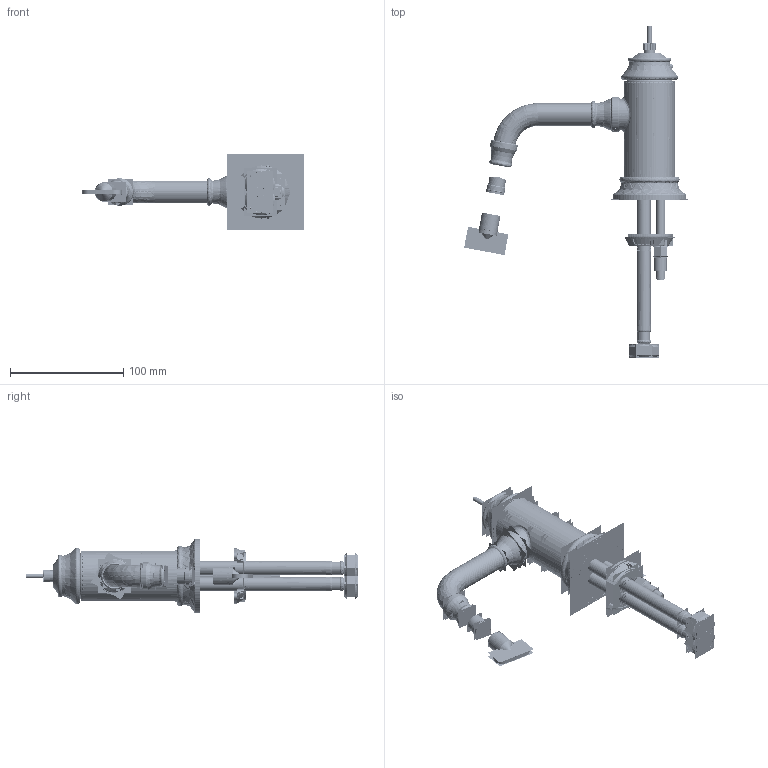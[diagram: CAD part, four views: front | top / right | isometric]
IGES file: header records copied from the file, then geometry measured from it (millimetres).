
Start section:  PTC IGES file: ARC 2012 CHR.igs
Global section: file name: ARC 2012 CHR.igs; native system: Pro/ENGINEER by Parametric Technology Corporation; preprocessor: 2009360; author: user33; organization: Unknown; date: 20200406.082658; units: millimetre
Bounding box: 197.23 x 292.72 x 67.63 mm (x, y, z)
Volume: 265004 mm3; surface area: 1199918.1 mm2
Topology: 45 solids, 66 shells, 3074 faces, 16414 edges, 21652 vertices
Faces by surface type: revolution 1918, bspline 1140, extrusion 16
